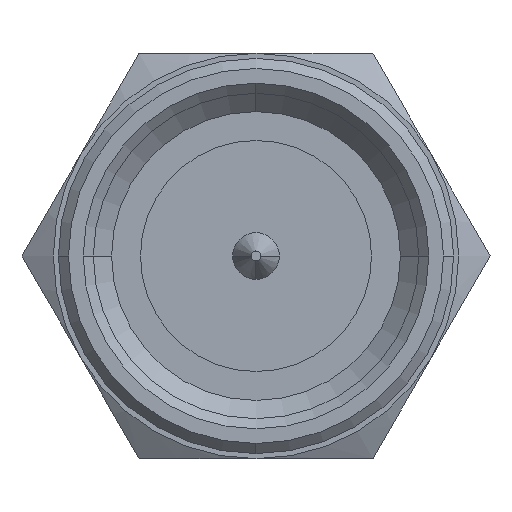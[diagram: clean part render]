
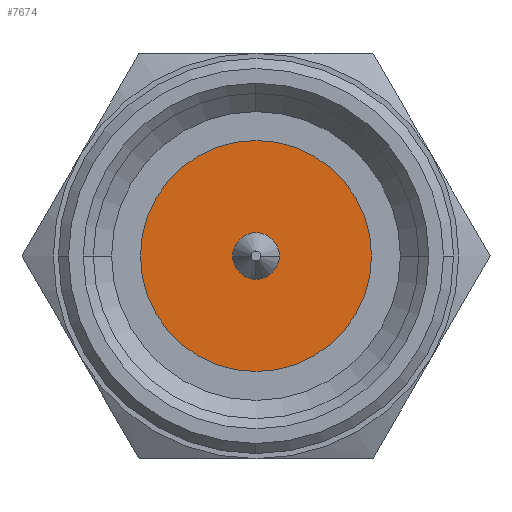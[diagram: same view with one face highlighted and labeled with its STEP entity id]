
A CAD part, left-side view. The second image highlights one B-rep face of the part: STEP entity #7674.
In plain terms, the highlighted planar face has unit normal (-1, 0, 0).
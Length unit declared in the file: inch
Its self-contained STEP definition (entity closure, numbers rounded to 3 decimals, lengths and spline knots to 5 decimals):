
#83 = DIRECTION ( 'NONE',  ( 0., 0., 1. ) ) ;
#85 = AXIS2_PLACEMENT_3D ( 'NONE', #2563, #5497, #83 ) ;
#127 = VERTEX_POINT ( 'NONE', #339 ) ;
#162 = DIRECTION ( 'NONE',  ( 1., 0., 0. ) ) ;
#173 = EDGE_LOOP ( 'NONE', ( #1117, #2719, #3147 ) ) ;
#194 = EDGE_LOOP ( 'NONE', ( #321, #6762, #2175 ) ) ;
#321 = ORIENTED_EDGE ( 'NONE', *, *, #3351, .F. ) ;
#339 = CARTESIAN_POINT ( 'NONE',  ( 0.12402, 0.01811, 0. ) ) ;
#381 = CARTESIAN_POINT ( 'NONE',  ( 0.12402, 0., 0.08976 ) ) ;
#395 = CARTESIAN_POINT ( 'NONE',  ( 0.12402, 0., 0.01811 ) ) ;
#662 = PLANE ( 'NONE',  #6858 ) ;
#725 = CARTESIAN_POINT ( 'NONE',  ( 0.12402, 0., 0. ) ) ;
#802 = DIRECTION ( 'NONE',  ( 0., 0., 1. ) ) ;
#1096 = CIRCLE ( 'NONE', #2359, 0.01811 ) ;
#1117 = ORIENTED_EDGE ( 'NONE', *, *, #4612, .T. ) ;
#1241 = CARTESIAN_POINT ( 'NONE',  ( 0.12402, -0.08976, 0. ) ) ;
#1436 = DIRECTION ( 'NONE',  ( 0., 0., 1. ) ) ;
#1601 = CIRCLE ( 'NONE', #5521, 0.08976 ) ;
#1718 = CIRCLE ( 'NONE', #85, 0.01811 ) ;
#2131 = CARTESIAN_POINT ( 'NONE',  ( 0.12402, 0., 0. ) ) ;
#2175 = ORIENTED_EDGE ( 'NONE', *, *, #4293, .F. ) ;
#2359 = AXIS2_PLACEMENT_3D ( 'NONE', #6215, #5605, #2589 ) ;
#2447 = EDGE_CURVE ( 'NONE', #4886, #7719, #1718, .T. ) ;
#2563 = CARTESIAN_POINT ( 'NONE',  ( 0.12402, 0., 0. ) ) ;
#2589 = DIRECTION ( 'NONE',  ( 0., 0., 1. ) ) ;
#2719 = ORIENTED_EDGE ( 'NONE', *, *, #2447, .T. ) ;
#2723 = DIRECTION ( 'NONE',  ( 0., 0., 1. ) ) ;
#2935 = EDGE_CURVE ( 'NONE', #7719, #127, #1096, .T. ) ;
#3051 = DIRECTION ( 'NONE',  ( -1., 0., 0. ) ) ;
#3120 = DIRECTION ( 'NONE',  ( 1., 0., 0. ) ) ;
#3147 = ORIENTED_EDGE ( 'NONE', *, *, #2935, .T. ) ;
#3195 = AXIS2_PLACEMENT_3D ( 'NONE', #5084, #3859, #1436 ) ;
#3351 = EDGE_CURVE ( 'NONE', #6162, #3383, #1601, .T. ) ;
#3383 = VERTEX_POINT ( 'NONE', #4559 ) ;
#3859 = DIRECTION ( 'NONE',  ( 1., 0., 0. ) ) ;
#4073 = CIRCLE ( 'NONE', #3195, 0.08976 ) ;
#4293 = EDGE_CURVE ( 'NONE', #3383, #7546, #4073, .T. ) ;
#4456 = CIRCLE ( 'NONE', #5223, 0.01811 ) ;
#4559 = CARTESIAN_POINT ( 'NONE',  ( 0.12402, 0.08976, 0. ) ) ;
#4612 = EDGE_CURVE ( 'NONE', #127, #4886, #4456, .T. ) ;
#4635 = EDGE_CURVE ( 'NONE', #7546, #6162, #6895, .T. ) ;
#4886 = VERTEX_POINT ( 'NONE', #395 ) ;
#5022 = DIRECTION ( 'NONE',  ( 0., 0., 1. ) ) ;
#5084 = CARTESIAN_POINT ( 'NONE',  ( 0.12402, 0., 0. ) ) ;
#5223 = AXIS2_PLACEMENT_3D ( 'NONE', #2131, #162, #5022 ) ;
#5399 = CARTESIAN_POINT ( 'NONE',  ( 0.12402, 0., 0. ) ) ;
#5497 = DIRECTION ( 'NONE',  ( 1., 0., 0. ) ) ;
#5521 = AXIS2_PLACEMENT_3D ( 'NONE', #725, #3120, #2723 ) ;
#5593 = AXIS2_PLACEMENT_3D ( 'NONE', #5619, #5664, #7543 ) ;
#5605 = DIRECTION ( 'NONE',  ( 1., 0., 0. ) ) ;
#5619 = CARTESIAN_POINT ( 'NONE',  ( 0.12402, 0., 0. ) ) ;
#5664 = DIRECTION ( 'NONE',  ( 1., 0., 0. ) ) ;
#6162 = VERTEX_POINT ( 'NONE', #1241 ) ;
#6215 = CARTESIAN_POINT ( 'NONE',  ( 0.12402, 0., 0. ) ) ;
#6235 = FACE_BOUND ( 'NONE', #173, .T. ) ;
#6651 = FACE_OUTER_BOUND ( 'NONE', #194, .T. ) ;
#6762 = ORIENTED_EDGE ( 'NONE', *, *, #4635, .F. ) ;
#6858 = AXIS2_PLACEMENT_3D ( 'NONE', #5399, #3051, #802 ) ;
#6895 = CIRCLE ( 'NONE', #5593, 0.08976 ) ;
#7543 = DIRECTION ( 'NONE',  ( 0., 0., 1. ) ) ;
#7546 = VERTEX_POINT ( 'NONE', #381 ) ;
#7587 = CARTESIAN_POINT ( 'NONE',  ( 0.12402, -0.01811, 0. ) ) ;
#7674 = ADVANCED_FACE ( 'NONE', ( #6235, #6651 ), #662, .T. ) ;
#7719 = VERTEX_POINT ( 'NONE', #7587 ) ;
